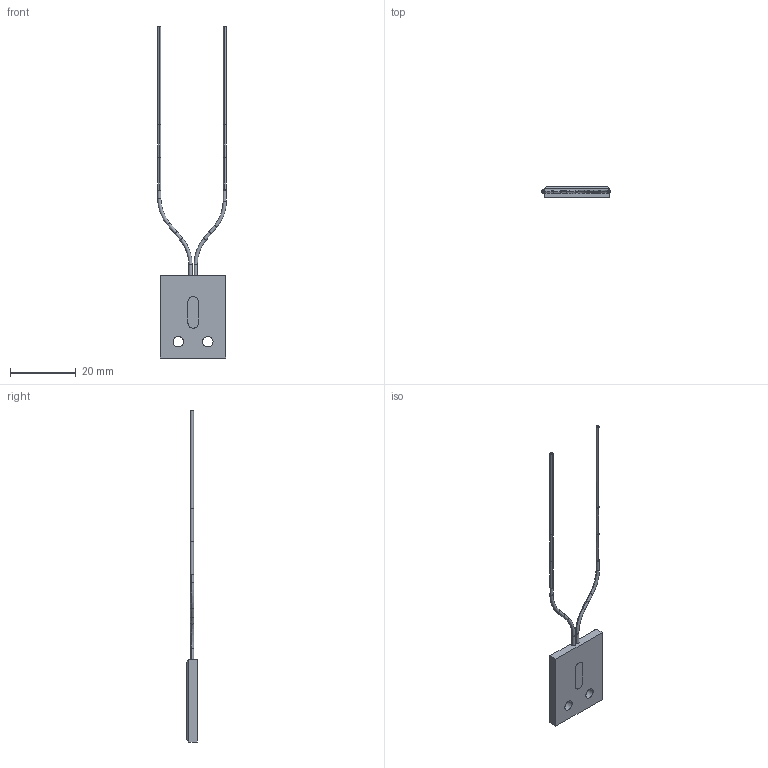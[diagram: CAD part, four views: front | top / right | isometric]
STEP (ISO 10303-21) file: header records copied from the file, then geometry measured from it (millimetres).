
FILE_DESCRIPTION((''),'2;1');
FILE_NAME('193376_ASM','2016-03-02T',('pdmadmin'),(''),'PRO/ENGINEER BY PARAMETRIC TECHNOLOGY CORPORATION, 2013230','PRO/ENGINEER BY PARAMETRIC TECHNOLOGY CORPORATION, 2013230','');
FILE_SCHEMA(('CONFIG_CONTROL_DESIGN'));
Length unit declared in the file: inch
Products named in the file (6): 58177; 58146_CURVED; 58146; 61216_ASM; 61216_POTTING; 193376_ASM
Assembly tree (9 placements, depth 3):
  193376_ASM
    61216_ASM
      58177
      58146_CURVED  x4
      58146  x2
    61216_POTTING
Bounding box: 20.98 x 3.17 x 101.11 mm (x, y, z)
Volume: 1612.7 mm3; surface area: 2123.4 mm2
Topology: 8 solids, 10 shells, 99 faces, 212 edges, 128 vertices
Faces by surface type: cylinder 48, plane 31, torus 8, bspline 8, cone 4
Entity records: 2199 total; most frequent: CARTESIAN_POINT 561, DIRECTION 356, ORIENTED_EDGE 280, AXIS2_PLACEMENT_3D 143, EDGE_CURVE 142, VERTEX_POINT 88, EDGE_LOOP 72, VECTOR 70
